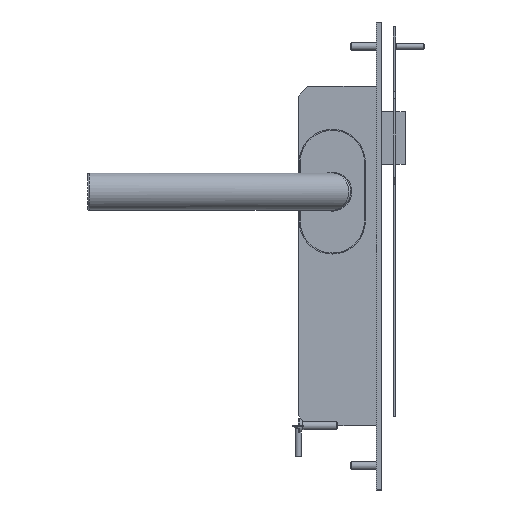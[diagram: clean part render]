
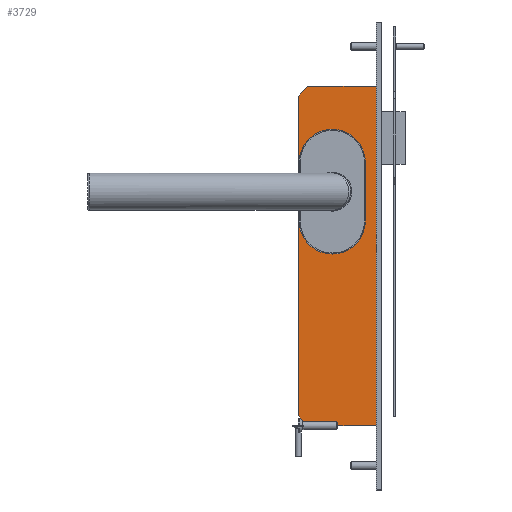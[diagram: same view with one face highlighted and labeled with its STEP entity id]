
A CAD part, front view. The second image highlights one B-rep face of the part: STEP entity #3729.
In plain terms, the highlighted planar face has unit normal (0, -1, 0).
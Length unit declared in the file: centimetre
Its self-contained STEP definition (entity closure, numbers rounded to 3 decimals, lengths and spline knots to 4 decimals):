
#224=PLANE('',#3997);
#383=FACE_OUTER_BOUND('',#621,.T.);
#621=EDGE_LOOP('',(#2692,#2693,#2694,#2695,#2696,#2697));
#907=LINE('',#5604,#1280);
#913=LINE('',#5615,#1286);
#919=LINE('',#5628,#1292);
#921=LINE('',#5632,#1294);
#923=LINE('',#5635,#1296);
#924=LINE('',#5636,#1297);
#1280=VECTOR('',#4438,1.);
#1286=VECTOR('',#4446,1.);
#1292=VECTOR('',#4456,1.);
#1294=VECTOR('',#4460,1.);
#1296=VECTOR('',#4464,1.);
#1297=VECTOR('',#4465,1.);
#1786=VERTEX_POINT('',#5602);
#1787=VERTEX_POINT('',#5603);
#1791=VERTEX_POINT('',#5613);
#1795=VERTEX_POINT('',#5625);
#1796=VERTEX_POINT('',#5627);
#1797=VERTEX_POINT('',#5631);
#2129=EDGE_CURVE('',#1786,#1787,#907,.T.);
#2135=EDGE_CURVE('',#1786,#1791,#913,.T.);
#2141=EDGE_CURVE('',#1795,#1796,#919,.T.);
#2143=EDGE_CURVE('',#1797,#1796,#921,.T.);
#2145=EDGE_CURVE('',#1791,#1797,#923,.T.);
#2146=EDGE_CURVE('',#1787,#1795,#924,.T.);
#2692=ORIENTED_EDGE('',*,*,#2129,.F.);
#2693=ORIENTED_EDGE('',*,*,#2135,.T.);
#2694=ORIENTED_EDGE('',*,*,#2145,.T.);
#2695=ORIENTED_EDGE('',*,*,#2143,.T.);
#2696=ORIENTED_EDGE('',*,*,#2141,.F.);
#2697=ORIENTED_EDGE('',*,*,#2146,.F.);
#3729=ADVANCED_FACE('',(#383),#224,.F.);
#3997=AXIS2_PLACEMENT_3D('',#5634,#4462,#4463);
#4438=DIRECTION('',(-0.707,0.,0.707));
#4446=DIRECTION('',(1.,0.,0.));
#4456=DIRECTION('',(0.707,0.,0.707));
#4460=DIRECTION('',(-1.,0.,0.));
#4462=DIRECTION('center_axis',(0.,1.,0.));
#4463=DIRECTION('ref_axis',(0.,0.,
-1.));
#4464=DIRECTION('',(0.,0.,1.));
#4465=DIRECTION('',(0.,0.,1.));
#5602=CARTESIAN_POINT('',(5.,0.,0.));
#5603=CARTESIAN_POINT('',(0.,0.,5.));
#5604=CARTESIAN_POINT('',(12.625,0.,-7.625));
#5613=CARTESIAN_POINT('',(40.,0.,0.));
#5615=CARTESIAN_POINT('',(0.,0.,0.));
#5625=CARTESIAN_POINT('',(0.,0.,169.));
#5627=CARTESIAN_POINT('',(5.,0.,174.));
#5628=CARTESIAN_POINT('',(-32.125,0.,136.875));
#5631=CARTESIAN_POINT('',(40.,0.,174.));
#5632=CARTESIAN_POINT('',(0.,0.,174.));
#5634=CARTESIAN_POINT('Origin',(40.5,0.,-2.5));
#5635=CARTESIAN_POINT('',(40.,0.,-2.5));
#5636=CARTESIAN_POINT('',(0.,0.,-2.5));
